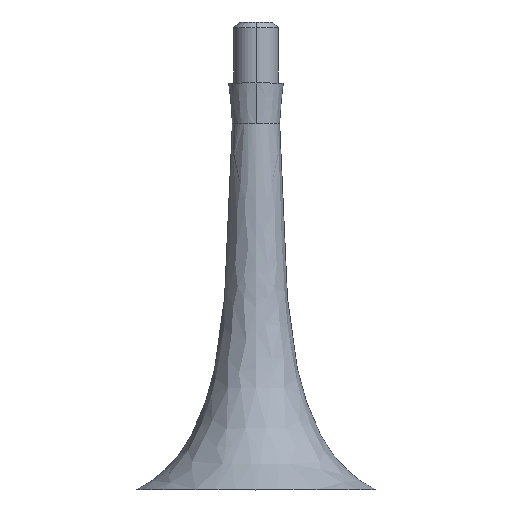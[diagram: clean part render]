
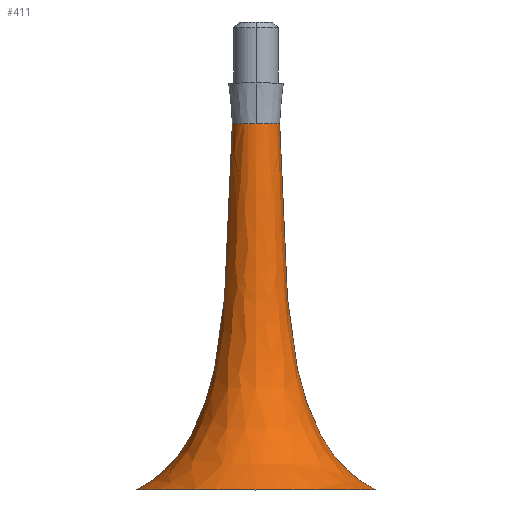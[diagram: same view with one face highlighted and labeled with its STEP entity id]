
A CAD part, top view. The second image highlights one B-rep face of the part: STEP entity #411.
In plain terms, the highlighted free-form (B-spline) face has degree [3, 3] with [7, 4] control points.
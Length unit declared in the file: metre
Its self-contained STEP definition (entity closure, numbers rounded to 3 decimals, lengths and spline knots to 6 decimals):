
#5 = EDGE_CURVE ( 'NONE', #448, #460, #382, .T. ) ;
#22 = EDGE_CURVE ( 'NONE', #332, #603, #450, .T. ) ;
#24 = DIRECTION ( 'NONE',  ( 0., 0., -1. ) ) ;
#26 = CARTESIAN_POINT ( 'NONE',  ( 0.013048, 0.14333, 0.026096 ) ) ;
#28 = CARTESIAN_POINT ( 'NONE',  ( -0.038511, 0.009689, 0.077022 ) ) ;
#44 = CARTESIAN_POINT ( 'NONE',  ( -0.059, 0., 0. ) ) ;
#94 = ORIENTED_EDGE ( 'NONE', *, *, #5, .F. ) ;
#95 = CARTESIAN_POINT ( 'NONE',  ( -0.013048, 0.14333, 0. ) ) ;
#97 = CARTESIAN_POINT ( 'NONE',  ( 0.059, 0., 0. ) ) ;
#100 = CARTESIAN_POINT ( 'NONE',  ( 0., 0.18, 0.011631 ) ) ;
#112 = CARTESIAN_POINT ( 'NONE',  ( 0.013048, 0.14333, 0. ) ) ;
#117 = CARTESIAN_POINT ( 'NONE',  ( 0., 0., 0. ) ) ;
#132 = DIRECTION ( 'NONE',  ( 0., -1., 0. ) ) ;
#136 = DIRECTION ( 'NONE',  ( 0., 0., -1. ) ) ;
#147 = CARTESIAN_POINT ( 'NONE',  ( 0.011631, 0.18, 0. ) ) ;
#150 = CARTESIAN_POINT ( 'NONE',  ( 0.014294, 0.099785, 0.028587 ) ) ;
#151 = CARTESIAN_POINT ( 'NONE',  ( -0.059, 0., 0.118 ) ) ;
#163 = CARTESIAN_POINT ( 'NONE',  ( 0.020543, 0.045375, 0. ) ) ;
#200 = AXIS2_PLACEMENT_3D ( 'NONE', #712, #369, #24 ) ;
#203 =( BOUNDED_SURFACE ( )  B_SPLINE_SURFACE ( 3, 3, ( 
 ( #147, #313, #205, #592 ),
 ( #261, #652, #314, #713 ),
 ( #371, #26, #425, #95 ),
 ( #482, #150, #537, #207 ),
 ( #594, #263, #654, #315 ),
 ( #716, #372, #28, #426 ),
 ( #97, #486, #151, #539 ) ),
 .UNSPECIFIED., .F., .F., .T. ) 
 B_SPLINE_SURFACE_WITH_KNOTS ( ( 4, 1, 1, 1, 4 ),
 ( 4, 4 ),
 ( 0.265285, 0.37901, 0.568617, 0.760294, 1. ),
 ( 0., 1. ),
 .UNSPECIFIED. ) 
 GEOMETRIC_REPRESENTATION_ITEM ( )  RATIONAL_B_SPLINE_SURFACE ( (
 ( 1., 0.333, 0.333, 1.),
 ( 1., 0.333, 0.333, 1.),
 ( 1., 0.333, 0.333, 1.),
 ( 1., 0.333, 0.333, 1.),
 ( 1., 0.333, 0.333, 1.),
 ( 1., 0.333, 0.333, 1.),
 ( 1., 0.333, 0.333, 1.) ) ) 
 REPRESENTATION_ITEM ( '' )  SURFACE ( )  );
#204 = CARTESIAN_POINT ( 'NONE',  ( 0.011631, 0.18, 0. ) ) ;
#205 = CARTESIAN_POINT ( 'NONE',  ( -0.011631, 0.18, 0.023262 ) ) ;
#207 = CARTESIAN_POINT ( 'NONE',  ( -0.014294, 0.099785, 0. ) ) ;
#209 = AXIS2_PLACEMENT_3D ( 'NONE', #341, #270, #706 ) ;
#217 = CARTESIAN_POINT ( 'NONE',  ( -0.012011, 0.170001, 0. ) ) ;
#221 = B_SPLINE_CURVE_WITH_KNOTS ( 'NONE', 3,
 ( #384, #725, #112, #497, #163, #551, #222 ),
 .UNSPECIFIED., .F., .F.,
 ( 4, 1, 1, 1, 4 ),
 ( 0.265285, 0.37901, 0.568617, 0.760294, 1. ),
 .UNSPECIFIED. ) ;
#222 = CARTESIAN_POINT ( 'NONE',  ( 0.059, 0., 0. ) ) ;
#228 = ORIENTED_EDGE ( 'NONE', *, *, #595, .T. ) ;
#252 = AXIS2_PLACEMENT_3D ( 'NONE', #117, #132, #136 ) ;
#260 = ORIENTED_EDGE ( 'NONE', *, *, #375, .F. ) ;
#261 = CARTESIAN_POINT ( 'NONE',  ( 0.012011, 0.170001, 0. ) ) ;
#263 = CARTESIAN_POINT ( 'NONE',  ( 0.020543, 0.045375, 0.041086 ) ) ;
#266 = CARTESIAN_POINT ( 'NONE',  ( -0.011631, 0.18, 0. ) ) ;
#270 = DIRECTION ( 'NONE',  ( 0., 1., 0. ) ) ;
#312 = ORIENTED_EDGE ( 'NONE', *, *, #22, .F. ) ;
#313 = CARTESIAN_POINT ( 'NONE',  ( 0.011631, 0.18, 0.023262 ) ) ;
#314 = CARTESIAN_POINT ( 'NONE',  ( -0.012011, 0.170001, 0.024021 ) ) ;
#315 = CARTESIAN_POINT ( 'NONE',  ( -0.020543, 0.045375, 0. ) ) ;
#327 = CARTESIAN_POINT ( 'NONE',  ( -0.014294, 0.099785, 0. ) ) ;
#332 = VERTEX_POINT ( 'NONE', #710 ) ;
#341 = CARTESIAN_POINT ( 'NONE',  ( 0., 0.18, 0. ) ) ;
#351 = B_SPLINE_CURVE_WITH_KNOTS ( 'NONE', 3,
 ( #266, #217, #666, #327, #723, #383, #44 ),
 .UNSPECIFIED., .F., .F.,
 ( 4, 1, 1, 1, 4 ),
 ( 0.265285, 0.37901, 0.568617, 0.760294, 1. ),
 .UNSPECIFIED. ) ;
#364 = EDGE_LOOP ( 'NONE', ( #483, #260, #94, #228, #312 ) ) ;
#369 = DIRECTION ( 'NONE',  ( 0., 1., 0. ) ) ;
#371 = CARTESIAN_POINT ( 'NONE',  ( 0.013048, 0.14333, 0. ) ) ;
#372 = CARTESIAN_POINT ( 'NONE',  ( 0.038511, 0.009689, 0.077022 ) ) ;
#373 = VERTEX_POINT ( 'NONE', #204 ) ;
#375 = EDGE_CURVE ( 'NONE', #460, #373, #598, .T. ) ;
#376 = CARTESIAN_POINT ( 'NONE',  ( -0.011631, 0.18, 0. ) ) ;
#382 = CIRCLE ( 'NONE', #209, 0.011631 ) ;
#383 = CARTESIAN_POINT ( 'NONE',  ( -0.038511, 0.009689, 0. ) ) ;
#384 = CARTESIAN_POINT ( 'NONE',  ( 0.011631, 0.18, 0. ) ) ;
#411 = ADVANCED_FACE ( 'NONE', ( #721 ), #203, .F. ) ;
#425 = CARTESIAN_POINT ( 'NONE',  ( -0.013048, 0.14333, 0.026096 ) ) ;
#426 = CARTESIAN_POINT ( 'NONE',  ( -0.038511, 0.009689, 0. ) ) ;
#437 = CARTESIAN_POINT ( 'NONE',  ( -0.059, 0., 0. ) ) ;
#448 = VERTEX_POINT ( 'NONE', #376 ) ;
#450 = CIRCLE ( 'NONE', #252, 0.059 ) ;
#460 = VERTEX_POINT ( 'NONE', #100 ) ;
#482 = CARTESIAN_POINT ( 'NONE',  ( 0.014294, 0.099785, 0. ) ) ;
#483 = ORIENTED_EDGE ( 'NONE', *, *, #677, .F. ) ;
#486 = CARTESIAN_POINT ( 'NONE',  ( 0.059, 0., 0.118 ) ) ;
#497 = CARTESIAN_POINT ( 'NONE',  ( 0.014294, 0.099785, 0. ) ) ;
#537 = CARTESIAN_POINT ( 'NONE',  ( -0.014294, 0.099785, 0.028587 ) ) ;
#539 = CARTESIAN_POINT ( 'NONE',  ( -0.059, 0., 0. ) ) ;
#551 = CARTESIAN_POINT ( 'NONE',  ( 0.038511, 0.009689, 0. ) ) ;
#592 = CARTESIAN_POINT ( 'NONE',  ( -0.011631, 0.18, 0. ) ) ;
#594 = CARTESIAN_POINT ( 'NONE',  ( 0.020543, 0.045375, 0. ) ) ;
#595 = EDGE_CURVE ( 'NONE', #448, #603, #351, .T. ) ;
#598 = CIRCLE ( 'NONE', #200, 0.011631 ) ;
#603 = VERTEX_POINT ( 'NONE', #437 ) ;
#652 = CARTESIAN_POINT ( 'NONE',  ( 0.012011, 0.170001, 0.024021 ) ) ;
#654 = CARTESIAN_POINT ( 'NONE',  ( -0.020543, 0.045375, 0.041086 ) ) ;
#666 = CARTESIAN_POINT ( 'NONE',  ( -0.013048, 0.14333, 0. ) ) ;
#677 = EDGE_CURVE ( 'NONE', #373, #332, #221, .T. ) ;
#706 = DIRECTION ( 'NONE',  ( 0., 0., -1. ) ) ;
#710 = CARTESIAN_POINT ( 'NONE',  ( 0.059, 0., 0. ) ) ;
#712 = CARTESIAN_POINT ( 'NONE',  ( 0., 0.18, 0. ) ) ;
#713 = CARTESIAN_POINT ( 'NONE',  ( -0.012011, 0.170001, 0. ) ) ;
#716 = CARTESIAN_POINT ( 'NONE',  ( 0.038511, 0.009689, 0. ) ) ;
#721 = FACE_OUTER_BOUND ( 'NONE', #364, .T. ) ;
#723 = CARTESIAN_POINT ( 'NONE',  ( -0.020543, 0.045375, 0. ) ) ;
#725 = CARTESIAN_POINT ( 'NONE',  ( 0.012011, 0.170001, 0. ) ) ;
